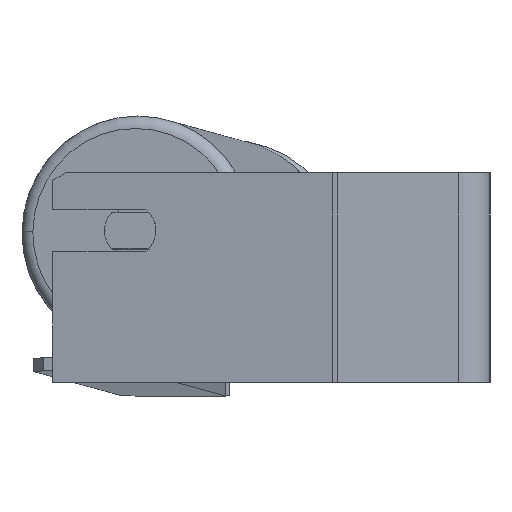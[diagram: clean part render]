
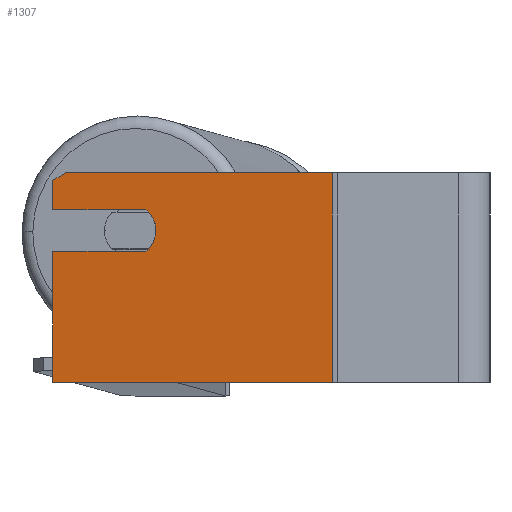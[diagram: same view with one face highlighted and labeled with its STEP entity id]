
A CAD part, left-side view. The second image highlights one B-rep face of the part: STEP entity #1307.
In plain terms, the highlighted planar face has unit normal (-0.985, 0.174, 0).
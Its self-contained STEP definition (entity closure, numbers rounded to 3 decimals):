
#181 = CIRCLE ( 'NONE', #3430, 10. ) ;
#247 = EDGE_CURVE ( 'NONE', #4415, #3566, #181, .T. ) ;
#266 = LINE ( 'NONE', #3767, #8674 ) ;
#363 = CARTESIAN_POINT ( 'NONE',  ( -320.992, 166.973, -40. ) ) ;
#470 = VERTEX_POINT ( 'NONE', #6138 ) ;
#508 = CARTESIAN_POINT ( 'NONE',  ( -326.201, 137.429, 18. ) ) ;
#519 = FACE_OUTER_BOUND ( 'NONE', #2574, .T. ) ;
#561 = CARTESIAN_POINT ( 'NONE',  ( -327.243, 131.52, 10. ) ) ;
#656 = CARTESIAN_POINT ( 'NONE',  ( -320.992, 166.973, 40. ) ) ;
#921 = AXIS2_PLACEMENT_3D ( 'NONE', #508, #3911, #6018 ) ;
#939 = LINE ( 'NONE', #3756, #4005 ) ;
#1097 = CARTESIAN_POINT ( 'NONE',  ( -320.992, 166.973, 40. ) ) ;
#1131 = DIRECTION ( 'NONE',  ( 0., 0., -1. ) ) ;
#1149 = ORIENTED_EDGE ( 'NONE', *, *, #8761, .F. ) ;
#1169 = EDGE_CURVE ( 'NONE', #4698, #8504, #939, .T. ) ;
#1243 = ORIENTED_EDGE ( 'NONE', *, *, #8879, .T. ) ;
#1293 = ORIENTED_EDGE ( 'NONE', *, *, #4816, .F. ) ;
#1307 = ADVANCED_FACE ( 'NONE', ( #519 ), #3344, .F. ) ;
#1333 = CARTESIAN_POINT ( 'NONE',  ( -320.992, 166.973, 26. ) ) ;
#1430 = EDGE_CURVE ( 'NONE', #7533, #2132, #4156, .T. ) ;
#1454 = CARTESIAN_POINT ( 'NONE',  ( -321.86, 162.049, 40. ) ) ;
#1470 = LINE ( 'NONE', #8515, #2744 ) ;
#1522 = VECTOR ( 'NONE', #3481, 1000. ) ;
#1965 = ORIENTED_EDGE ( 'NONE', *, *, #2308, .F. ) ;
#2122 = DIRECTION ( 'NONE',  ( -0.985, 0.174, 0. ) ) ;
#2132 = VERTEX_POINT ( 'NONE', #1333 ) ;
#2308 = EDGE_CURVE ( 'NONE', #470, #3814, #266, .T. ) ;
#2455 = DIRECTION ( 'NONE',  ( -0.174, -0.985, 0. ) ) ;
#2501 = ORIENTED_EDGE ( 'NONE', *, *, #247, .F. ) ;
#2574 = EDGE_LOOP ( 'NONE', ( #1149, #7976, #8264, #1293, #2501, #2636, #7987, #5281, #1243, #1965 ) ) ;
#2636 = ORIENTED_EDGE ( 'NONE', *, *, #2760, .F. ) ;
#2650 = DIRECTION ( 'NONE',  ( 0.985, -0.174, 0. ) ) ;
#2744 = VECTOR ( 'NONE', #4276, 1000. ) ;
#2760 = EDGE_CURVE ( 'NONE', #8504, #4415, #4897, .T. ) ;
#3129 = CARTESIAN_POINT ( 'NONE',  ( -327.243, 131.52, 26. ) ) ;
#3344 = PLANE ( 'NONE',  #8404 ) ;
#3430 = AXIS2_PLACEMENT_3D ( 'NONE', #4407, #2122, #7183 ) ;
#3481 = DIRECTION ( 'NONE',  ( 0., 0., -1. ) ) ;
#3553 = EDGE_CURVE ( 'NONE', #4698, #5027, #4635, .T. ) ;
#3566 = VERTEX_POINT ( 'NONE', #3129 ) ;
#3646 = CARTESIAN_POINT ( 'NONE',  ( -327.938, 127.581, 18. ) ) ;
#3756 = CARTESIAN_POINT ( 'NONE',  ( -327.243, 131.52, 10. ) ) ;
#3767 = CARTESIAN_POINT ( 'NONE',  ( -339.818, 60.205, 40. ) ) ;
#3814 = VERTEX_POINT ( 'NONE', #4959 ) ;
#3857 = LINE ( 'NONE', #363, #8028 ) ;
#3911 = DIRECTION ( 'NONE',  ( -0.985, 0.174, 0. ) ) ;
#4005 = VECTOR ( 'NONE', #6544, 1000. ) ;
#4028 = CARTESIAN_POINT ( 'NONE',  ( -320.992, 166.973, 37.113 ) ) ;
#4156 = LINE ( 'NONE', #656, #1522 ) ;
#4165 = VERTEX_POINT ( 'NONE', #1454 ) ;
#4276 = DIRECTION ( 'NONE',  ( 0.174, 0.985, 0. ) ) ;
#4347 = VECTOR ( 'NONE', #4967, 1000. ) ;
#4407 = CARTESIAN_POINT ( 'NONE',  ( -326.201, 137.429, 18. ) ) ;
#4415 = VERTEX_POINT ( 'NONE', #3646 ) ;
#4635 = LINE ( 'NONE', #7368, #5787 ) ;
#4698 = VERTEX_POINT ( 'NONE', #7461 ) ;
#4724 = EDGE_CURVE ( 'NONE', #4165, #7533, #7606, .T. ) ;
#4773 = CARTESIAN_POINT ( 'NONE',  ( -320.992, 166.973, -40. ) ) ;
#4816 = EDGE_CURVE ( 'NONE', #3566, #2132, #1470, .T. ) ;
#4897 = CIRCLE ( 'NONE', #921, 10. ) ;
#4959 = CARTESIAN_POINT ( 'NONE',  ( -339.818, 60.205, -40. ) ) ;
#4967 = DIRECTION ( 'NONE',  ( 0.15, 0.853, -0.5 ) ) ;
#5027 = VERTEX_POINT ( 'NONE', #4773 ) ;
#5281 = ORIENTED_EDGE ( 'NONE', *, *, #3553, .T. ) ;
#5325 = LINE ( 'NONE', #1097, #7450 ) ;
#5440 = DIRECTION ( 'NONE',  ( 0.174, 0.985, 0. ) ) ;
#5787 = VECTOR ( 'NONE', #7960, 1000. ) ;
#5972 = DIRECTION ( 'NONE',  ( -0.174, -0.985, 0. ) ) ;
#6018 = DIRECTION ( 'NONE',  ( -0.174, -0.985, 0. ) ) ;
#6138 = CARTESIAN_POINT ( 'NONE',  ( -339.818, 60.205, 40. ) ) ;
#6544 = DIRECTION ( 'NONE',  ( -0.174, -0.985, 0. ) ) ;
#6917 = CARTESIAN_POINT ( 'NONE',  ( -320.992, 166.973, 37.113 ) ) ;
#7183 = DIRECTION ( 'NONE',  ( -0.174, -0.985, 0. ) ) ;
#7368 = CARTESIAN_POINT ( 'NONE',  ( -320.992, 166.973, 40. ) ) ;
#7450 = VECTOR ( 'NONE', #2455, 1000. ) ;
#7461 = CARTESIAN_POINT ( 'NONE',  ( -320.992, 166.973, 10. ) ) ;
#7533 = VERTEX_POINT ( 'NONE', #4028 ) ;
#7606 = LINE ( 'NONE', #6917, #4347 ) ;
#7960 = DIRECTION ( 'NONE',  ( 0., 0., -1. ) ) ;
#7976 = ORIENTED_EDGE ( 'NONE', *, *, #4724, .T. ) ;
#7987 = ORIENTED_EDGE ( 'NONE', *, *, #1169, .F. ) ;
#8028 = VECTOR ( 'NONE', #5972, 1000. ) ;
#8264 = ORIENTED_EDGE ( 'NONE', *, *, #1430, .T. ) ;
#8404 = AXIS2_PLACEMENT_3D ( 'NONE', #8903, #2650, #5440 ) ;
#8504 = VERTEX_POINT ( 'NONE', #561 ) ;
#8515 = CARTESIAN_POINT ( 'NONE',  ( -327.243, 131.52, 26. ) ) ;
#8674 = VECTOR ( 'NONE', #1131, 1000. ) ;
#8761 = EDGE_CURVE ( 'NONE', #4165, #470, #5325, .T. ) ;
#8879 = EDGE_CURVE ( 'NONE', #5027, #3814, #3857, .T. ) ;
#8903 = CARTESIAN_POINT ( 'NONE',  ( -320.992, 166.973, 40. ) ) ;
